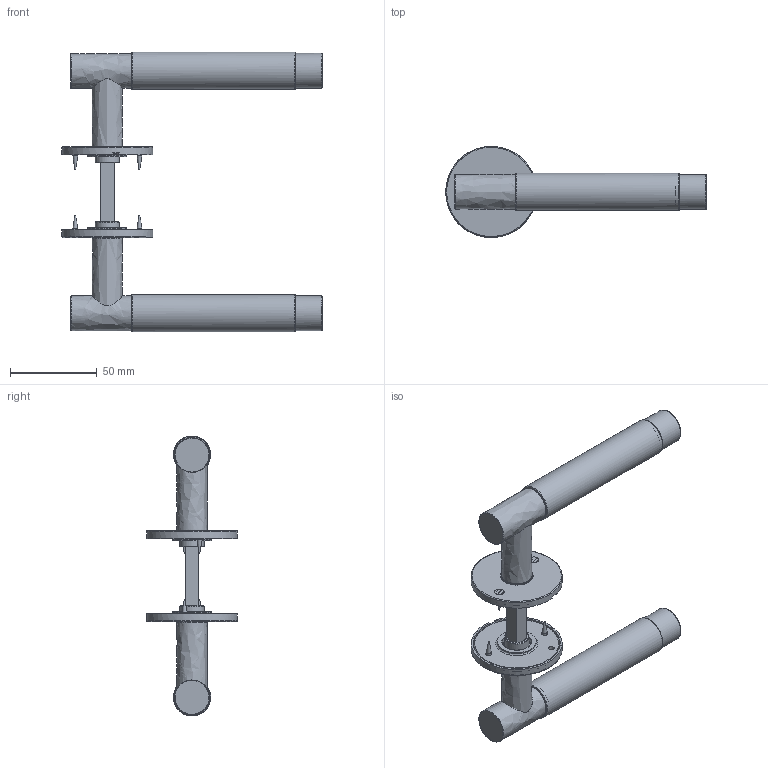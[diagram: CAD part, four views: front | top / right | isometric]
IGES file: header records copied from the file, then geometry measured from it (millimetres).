
Global section: file name: PK6044R52; native system: Autodesk Inventor 2024; preprocessor: unknown; author: camerond; date: 20250701.151226; units: millimetre
Bounding box: 150.23 x 52.5 x 161.51 mm (x, y, z)
Volume: 123279.5 mm3; surface area: 73978.6 mm2
Topology: 29 solids, 29 shells, 488 faces, 1320 edges, 916 vertices
Faces by surface type: bspline 488
